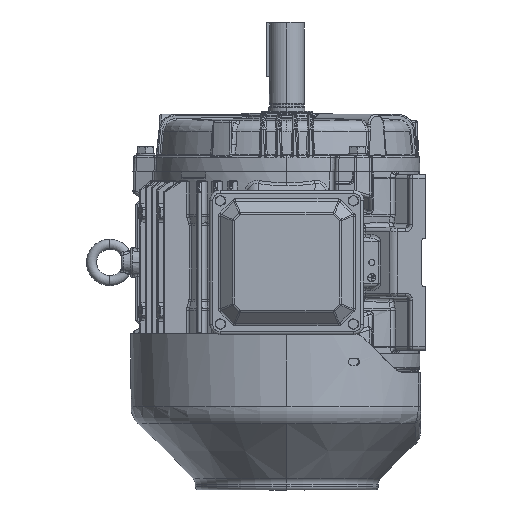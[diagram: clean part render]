
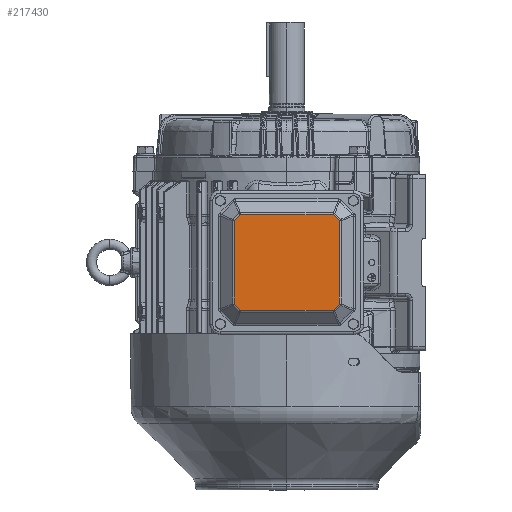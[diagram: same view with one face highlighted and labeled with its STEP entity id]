
A CAD part, left-side view. The second image highlights one B-rep face of the part: STEP entity #217430.
In plain terms, the highlighted planar face has unit normal (-1, 0, 0).
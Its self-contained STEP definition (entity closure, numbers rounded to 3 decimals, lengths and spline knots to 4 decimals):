
#2479 = CARTESIAN_POINT ( 'NONE',  ( 1.2826, 10.2917, 7.1901 ) ) ;
#3083 = VECTOR ( 'NONE', #192302, 39.3701 ) ;
#13888 = DIRECTION ( 'NONE',  ( 0., 0., -1. ) ) ;
#15308 = CARTESIAN_POINT ( 'NONE',  ( 1.2826, 7.2971, 10.2614 ) ) ;
#16146 = LINE ( 'NONE', #110350, #3083 ) ;
#18315 = ORIENTED_EDGE ( 'NONE', *, *, #51535, .F. ) ;
#20592 = VECTOR ( 'NONE', #189325, 39.3701 ) ;
#25949 = VERTEX_POINT ( 'NONE', #15308 ) ;
#39279 = CARTESIAN_POINT ( 'NONE',  ( 1.2826, 10.4875, 11.8141 ) ) ;
#40247 = LINE ( 'NONE', #39279, #113641 ) ;
#40767 = DIRECTION ( 'NONE',  ( 0., 0., 1. ) ) ;
#40842 = FACE_OUTER_BOUND ( 'NONE', #190626, .T. ) ;
#41158 = CARTESIAN_POINT ( 'NONE',  ( 1.2826, 7.2971, 7.1901 ) ) ;
#50440 = VERTEX_POINT ( 'NONE', #72687 ) ;
#51535 = EDGE_CURVE ( 'NONE', #50440, #112265, #16146, .T. ) ;
#53965 = CARTESIAN_POINT ( 'NONE',  ( 1.2826, 11.855, 8.7534 ) ) ;
#55463 = ORIENTED_EDGE ( 'NONE', *, *, #182192, .F. ) ;
#59961 = LINE ( 'NONE', #53965, #20592 ) ;
#60337 = AXIS2_PLACEMENT_3D ( 'NONE', #206359, #90722, #195389 ) ;
#60394 = LINE ( 'NONE', #126047, #83939 ) ;
#63121 = CARTESIAN_POINT ( 'NONE',  ( 1.2826, 10.2917, 10.2614 ) ) ;
#63974 = ORIENTED_EDGE ( 'NONE', *, *, #83354, .F. ) ;
#71733 = ORIENTED_EDGE ( 'NONE', *, *, #178299, .F. ) ;
#72687 = CARTESIAN_POINT ( 'NONE',  ( 1.2826, 10.4875, 10.0656 ) ) ;
#73966 = DIRECTION ( 'NONE',  ( 0., -0.707, -0.707 ) ) ;
#75340 = PLANE ( 'NONE',  #60337 ) ;
#77658 = CARTESIAN_POINT ( 'NONE',  ( 1.2826, 7.1012, 10.0656 ) ) ;
#79503 = CARTESIAN_POINT ( 'NONE',  ( 1.2826, 7.1012, 7.3859 ) ) ;
#80189 = VERTEX_POINT ( 'NONE', #2479 ) ;
#82031 = VERTEX_POINT ( 'NONE', #79503 ) ;
#83354 = EDGE_CURVE ( 'NONE', #125874, #80189, #123218, .T. ) ;
#83939 = VECTOR ( 'NONE', #13888, 39.3701 ) ;
#86231 = VECTOR ( 'NONE', #172118, 39.3701 ) ;
#87714 = LINE ( 'NONE', #211610, #187310 ) ;
#90722 = DIRECTION ( 'NONE',  ( -1., 0., 0. ) ) ;
#107519 = EDGE_CURVE ( 'NONE', #80189, #147600, #59961, .T. ) ;
#107577 = ORIENTED_EDGE ( 'NONE', *, *, #107519, .F. ) ;
#110350 = CARTESIAN_POINT ( 'NONE',  ( 1.2826, 8.7667, 11.7864 ) ) ;
#112265 = VERTEX_POINT ( 'NONE', #63121 ) ;
#112598 = EDGE_CURVE ( 'NONE', #25949, #191756, #87714, .T. ) ;
#113641 = VECTOR ( 'NONE', #40767, 39.3701 ) ;
#122859 = LINE ( 'NONE', #141352, #86231 ) ;
#123218 = LINE ( 'NONE', #128338, #206913 ) ;
#125874 = VERTEX_POINT ( 'NONE', #41158 ) ;
#126047 = CARTESIAN_POINT ( 'NONE',  ( 1.2826, 7.1012, 11.8141 ) ) ;
#126114 = EDGE_CURVE ( 'NONE', #112265, #25949, #122859, .T. ) ;
#128338 = CARTESIAN_POINT ( 'NONE',  ( 1.2826, 8.7944, 7.1901 ) ) ;
#133002 = LINE ( 'NONE', #147204, #140917 ) ;
#140917 = VECTOR ( 'NONE', #168371, 39.3701 ) ;
#141352 = CARTESIAN_POINT ( 'NONE',  ( 1.2826, 8.7944, 10.2614 ) ) ;
#142997 = DIRECTION ( 'NONE',  ( 0., 1., 0. ) ) ;
#147204 = CARTESIAN_POINT ( 'NONE',  ( 1.2826, 5.7337, 8.7534 ) ) ;
#147600 = VERTEX_POINT ( 'NONE', #151188 ) ;
#151188 = CARTESIAN_POINT ( 'NONE',  ( 1.2826, 10.4875, 7.3859 ) ) ;
#168371 = DIRECTION ( 'NONE',  ( 0., 0.707, -0.707 ) ) ;
#172118 = DIRECTION ( 'NONE',  ( 0., -1., 0. ) ) ;
#178299 = EDGE_CURVE ( 'NONE', #191756, #82031, #60394, .T. ) ;
#182192 = EDGE_CURVE ( 'NONE', #82031, #125874, #133002, .T. ) ;
#185968 = EDGE_CURVE ( 'NONE', #147600, #50440, #40247, .T. ) ;
#187310 = VECTOR ( 'NONE', #73966, 39.3701 ) ;
#189325 = DIRECTION ( 'NONE',  ( 0., 0.707, 0.707 ) ) ;
#190626 = EDGE_LOOP ( 'NONE', ( #71733, #208058, #191884, #18315, #190809, #107577, #63974, #55463 ) ) ;
#190809 = ORIENTED_EDGE ( 'NONE', *, *, #185968, .F. ) ;
#191756 = VERTEX_POINT ( 'NONE', #77658 ) ;
#191884 = ORIENTED_EDGE ( 'NONE', *, *, #126114, .F. ) ;
#192302 = DIRECTION ( 'NONE',  ( 0., -0.707, 0.707 ) ) ;
#195389 = DIRECTION ( 'NONE',  ( 0., -1., 0. ) ) ;
#206359 = CARTESIAN_POINT ( 'NONE',  ( 1.2826, 8.7944, 11.8141 ) ) ;
#206913 = VECTOR ( 'NONE', #142997, 39.3701 ) ;
#208058 = ORIENTED_EDGE ( 'NONE', *, *, #112598, .F. ) ;
#211610 = CARTESIAN_POINT ( 'NONE',  ( 1.2826, 8.8221, 11.7864 ) ) ;
#217430 = ADVANCED_FACE ( 'NONE', ( #40842 ), #75340, .T. ) ;
